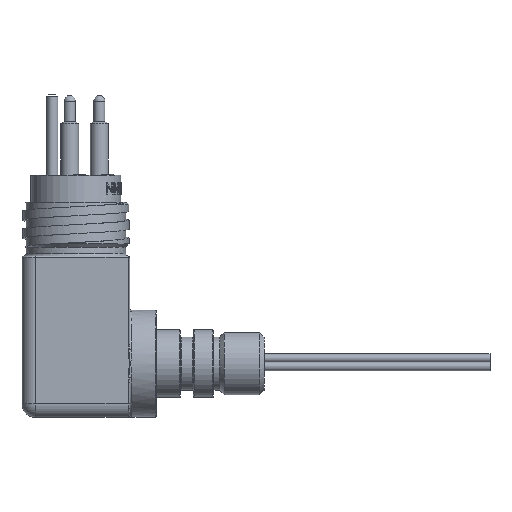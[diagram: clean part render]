
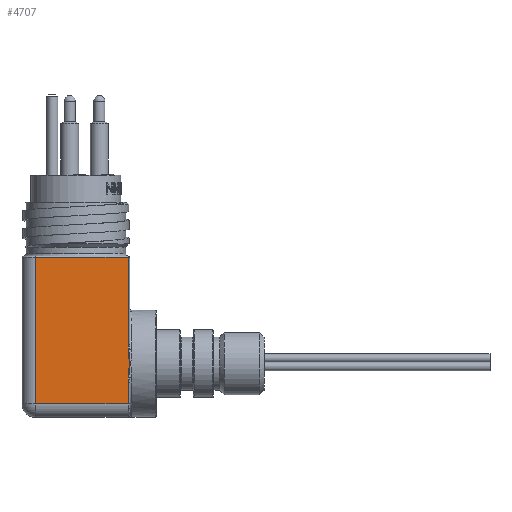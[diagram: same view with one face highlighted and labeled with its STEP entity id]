
A CAD part, left-side view. The second image highlights one B-rep face of the part: STEP entity #4707.
In plain terms, the highlighted planar face has unit normal (-1, 0, 0).
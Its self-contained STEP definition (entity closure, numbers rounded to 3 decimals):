
#229=PLANE('',#5078);
#705=FACE_OUTER_BOUND('',#986,.T.);
#986=EDGE_LOOP('',(#4150,#4151,#4152,#4153,#4154,#4155,#4156,#4157));
#1461=B_SPLINE_CURVE_WITH_KNOTS('',3,(#16461,#16462,#16463,#16464,#16465,
#16466,#16467),.UNSPECIFIED.,.F.,.F.,(4,3,4),(0.,0.001,0.001),
 .UNSPECIFIED.);
#1462=B_SPLINE_CURVE_WITH_KNOTS('',3,(#16469,#16470,#16471,#16472,#16473,
#16474,#16475,#16476,#16477,#16478),.UNSPECIFIED.,.F.,.F.,(4,2,2,2,4),(0.,
0.001,0.003,0.004,0.005),
 .UNSPECIFIED.);
#1463=B_SPLINE_CURVE_WITH_KNOTS('',3,(#16480,#16481,#16482,#16483,#16484,
#16485,#16486),.UNSPECIFIED.,.F.,.F.,(4,3,4),(0.,0.001,0.001),
 .UNSPECIFIED.);
#1702=LINE('',#16457,#1955);
#1703=LINE('',#16459,#1956);
#1704=LINE('',#16488,#1957);
#1705=LINE('',#16490,#1958);
#1706=LINE('',#16491,#1959);
#1955=VECTOR('',#5992,1000.);
#1956=VECTOR('',#5993,1000.);
#1957=VECTOR('',#5994,1000.);
#1958=VECTOR('',#5995,1000.);
#1959=VECTOR('',#5996,1000.);
#2376=VERTEX_POINT('',#16455);
#2377=VERTEX_POINT('',#16456);
#2378=VERTEX_POINT('',#16458);
#2379=VERTEX_POINT('',#16460);
#2380=VERTEX_POINT('',#16468);
#2381=VERTEX_POINT('',#16479);
#2382=VERTEX_POINT('',#16487);
#2383=VERTEX_POINT('',#16489);
#2994=EDGE_CURVE('',#2376,#2377,#1702,.T.);
#2995=EDGE_CURVE('',#2377,#2378,#1703,.T.);
#2996=EDGE_CURVE('',#2378,#2379,#1461,.T.);
#2997=EDGE_CURVE('',#2379,#2380,#1462,.T.);
#2998=EDGE_CURVE('',#2380,#2381,#1463,.T.);
#2999=EDGE_CURVE('',#2381,#2382,#1704,.T.);
#3000=EDGE_CURVE('',#2382,#2383,#1705,.T.);
#3001=EDGE_CURVE('',#2383,#2376,#1706,.T.);
#4150=ORIENTED_EDGE('',*,*,#2994,.T.);
#4151=ORIENTED_EDGE('',*,*,#2995,.T.);
#4152=ORIENTED_EDGE('',*,*,#2996,.T.);
#4153=ORIENTED_EDGE('',*,*,#2997,.T.);
#4154=ORIENTED_EDGE('',*,*,#2998,.T.);
#4155=ORIENTED_EDGE('',*,*,#2999,.T.);
#4156=ORIENTED_EDGE('',*,*,#3000,.T.);
#4157=ORIENTED_EDGE('',*,*,#3001,.T.);
#4707=ADVANCED_FACE('',(#705),#229,.T.);
#5078=AXIS2_PLACEMENT_3D('',#16454,#5990,#5991);
#5990=DIRECTION('center_axis',(-1.,0.,0.));
#5991=DIRECTION('ref_axis',(0.,1.,0.));
#5992=DIRECTION('',(0.,-1.,0.));
#5993=DIRECTION('',(0.,0.,1.));
#5994=DIRECTION('',(0.,0.,1.));
#5995=DIRECTION('',(0.,1.,0.));
#5996=DIRECTION('',(0.,0.,-1.));
#16454=CARTESIAN_POINT('Origin',(0.,0.,
-38.123));
#16455=CARTESIAN_POINT('',(0.,-2.381,-35.741));
#16456=CARTESIAN_POINT('',(0.,-18.796,-35.741));
#16457=CARTESIAN_POINT('',(0.,-42.85,-35.741));
#16458=CARTESIAN_POINT('',(0.,-18.796,-31.978));
#16459=CARTESIAN_POINT('',(0.,-18.796,-31.176));
#16460=CARTESIAN_POINT('',(0.,-18.851,-31.108));
#16461=CARTESIAN_POINT('Ctrl Pts',(0.,-18.796,
-31.978));
#16462=CARTESIAN_POINT('Ctrl Pts',(0.,-18.796,
-31.748));
#16463=CARTESIAN_POINT('Ctrl Pts',(0.,-18.81,
-31.519));
#16464=CARTESIAN_POINT('Ctrl Pts',(0.,-18.831,
-31.291));
#16465=CARTESIAN_POINT('Ctrl Pts',(0.,-18.837,
-31.23));
#16466=CARTESIAN_POINT('Ctrl Pts',(0.,-18.844,
-31.169));
#16467=CARTESIAN_POINT('Ctrl Pts',(0.,-18.851,
-31.108));
#16468=CARTESIAN_POINT('',(0.,-18.851,-26.088));
#16469=CARTESIAN_POINT('Ctrl Pts',(0.,-18.851,
-31.108));
#16470=CARTESIAN_POINT('Ctrl Pts',(0.,-18.898,
-30.691));
#16471=CARTESIAN_POINT('Ctrl Pts',(0.,-18.926,
-30.273));
#16472=CARTESIAN_POINT('Ctrl Pts',(0.,-18.971,
-29.436));
#16473=CARTESIAN_POINT('Ctrl Pts',(0.,-18.986,
-29.017));
#16474=CARTESIAN_POINT('Ctrl Pts',(0.,-18.986,
-28.179));
#16475=CARTESIAN_POINT('Ctrl Pts',(0.,-18.971,
-27.76));
#16476=CARTESIAN_POINT('Ctrl Pts',(0.,-18.926,
-26.923));
#16477=CARTESIAN_POINT('Ctrl Pts',(0.,-18.898,
-26.505));
#16478=CARTESIAN_POINT('Ctrl Pts',(0.,-18.851,
-26.088));
#16479=CARTESIAN_POINT('',(0.,-18.796,-25.218));
#16480=CARTESIAN_POINT('Ctrl Pts',(0.,-18.851,
-26.088));
#16481=CARTESIAN_POINT('Ctrl Pts',(0.,-18.825,
-25.86));
#16482=CARTESIAN_POINT('Ctrl Pts',(0.,-18.806,
-25.631));
#16483=CARTESIAN_POINT('Ctrl Pts',(0.,-18.799,
-25.402));
#16484=CARTESIAN_POINT('Ctrl Pts',(0.,-18.797,
-25.34));
#16485=CARTESIAN_POINT('Ctrl Pts',(0.,-18.796,
-25.279));
#16486=CARTESIAN_POINT('Ctrl Pts',(0.,-18.796,
-25.218));
#16487=CARTESIAN_POINT('',(0.,-18.796,-9.802));
#16488=CARTESIAN_POINT('',(0.,-18.796,-9.548));
#16489=CARTESIAN_POINT('',(0.,-2.381,-9.802));
#16490=CARTESIAN_POINT('',(0.,0.,-9.802));
#16491=CARTESIAN_POINT('',(0.,-2.381,-38.123));
